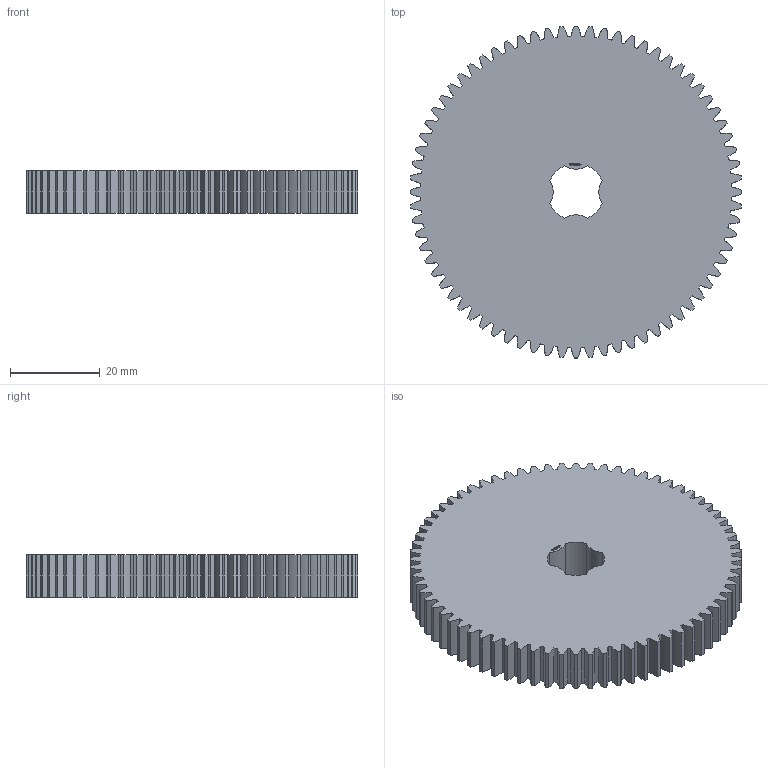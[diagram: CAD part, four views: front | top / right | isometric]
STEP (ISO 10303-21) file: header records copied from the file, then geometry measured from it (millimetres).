
FILE_DESCRIPTION(('FreeCAD Model'),'2;1');
FILE_NAME('Open CASCADE Shape Model','2024-03-10T23:11:31',(''),(''), 'Open CASCADE STEP processor 7.6','FreeCAD','Unknown');
FILE_SCHEMA(('AUTOMOTIVE_DESIGN { 1 0 10303 214 1 1 1 1 }'));
Products named in the file (1): Gear Wheel PLN TTH72 BU00.75 SFT-SHD - SPN-GWH-0267 (stemfie.org)
Bounding box: 74 x 74 x 9.38 mm (x, y, z)
Volume: 36987.3 mm3; surface area: 12548.1 mm2
Topology: 1 solids, 1 shells, 755 faces, 2169 edges, 1446 vertices
Faces by surface type: extrusion 430, plane 317, cylinder 8
Entity records: 71540 total; most frequent: CARTESIAN_POINT 25979, DIRECTION 5885, VECTOR 5185, LINE 4755, ORIENTED_EDGE 4338, PCURVE 4338, DEFINITIONAL_REPRESENTATION 4338, EDGE_CURVE 2169
